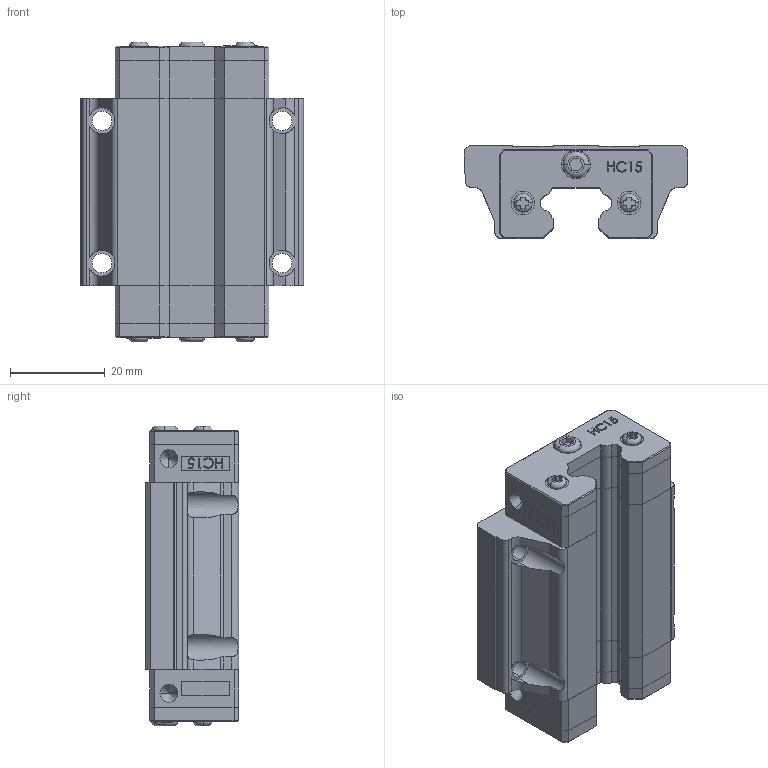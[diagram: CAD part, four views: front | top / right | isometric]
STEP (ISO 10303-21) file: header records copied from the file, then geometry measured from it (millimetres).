
FILE_DESCRIPTION (( 'STEP AP214' ), '1' );
FILE_NAME ('HGW15CC.STEP', '2019-04-28T23:06:51', ( '' ), ( '' ), 'SwSTEP 2.0', 'SolidWorks 2019', '' );
FILE_SCHEMA (( 'AUTOMOTIVE_DESIGN' ));
Length unit declared in the file: millimetre
Products named in the file (4): HGW15CC2; HGW15CC3; HGW15CC; HGW15CC1
Assembly tree (5 placements, depth 2):
  HGW15CC
    HGW15CC1
    HGW15CC2  x2
    HGW15CC3  x2
Bounding box: 47 x 19.7 x 63.2 mm (x, y, z)
Volume: 36260.5 mm3; surface area: 14464.7 mm2
Topology: 5 solids, 5 shells, 754 faces, 2036 edges, 1344 vertices
Faces by surface type: plane 491, bspline 150, cylinder 85, cone 16, torus 12
Entity records: 25631 total; most frequent: CARTESIAN_POINT 10995, ORIENTED_EDGE 2772, DIRECTION 2020, EDGE_CURVE 1386, LINE 946, VECTOR 946, VERTEX_POINT 916, EDGE_LOOP 552
